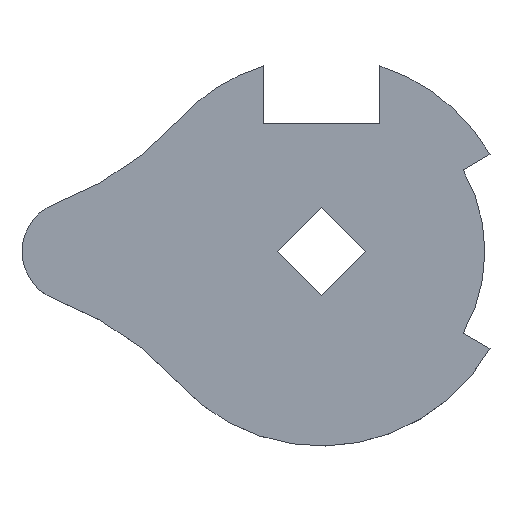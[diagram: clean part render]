
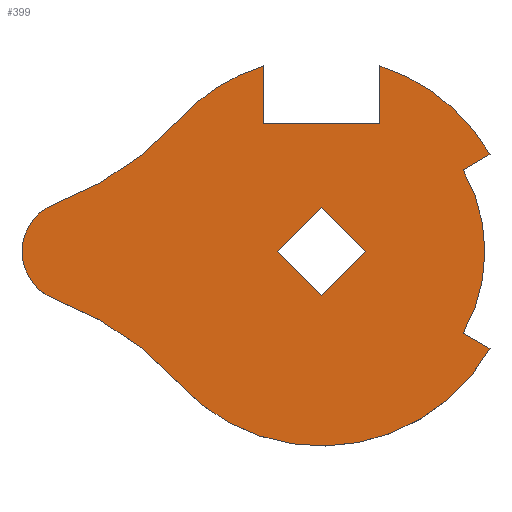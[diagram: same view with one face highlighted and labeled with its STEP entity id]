
A CAD part, top view. The second image highlights one B-rep face of the part: STEP entity #399.
In plain terms, the highlighted planar face has unit normal (0, 0, 1).
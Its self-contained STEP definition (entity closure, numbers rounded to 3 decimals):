
#1 = DIRECTION ( 'NONE',  ( 1., 0., 0. ) ) ;
#2 = DIRECTION ( 'NONE',  ( 0., 0., 1. ) ) ;
#3 = CARTESIAN_POINT ( 'NONE',  ( 0., 0., 2.3 ) ) ;
#4 = AXIS2_PLACEMENT_3D ( 'NONE', #3, #2, #1 ) ;
#5 = PLANE ( 'NONE',  #4 ) ;
#6 = FACE_BOUND ( 'NONE', #386, .T. ) ;
#7 = FACE_OUTER_BOUND ( 'NONE', #400, .T. ) ;
#17 = CARTESIAN_POINT ( 'NONE',  ( -18.55, -16.76, 2.3 ) ) ;
#18 = DIRECTION ( 'NONE',  ( 1., 0., 0. ) ) ;
#19 = DIRECTION ( 'NONE',  ( 0., 0., -1. ) ) ;
#20 = CARTESIAN_POINT ( 'NONE',  ( -48.23, -43.575, 2.3 ) ) ;
#21 = AXIS2_PLACEMENT_3D ( 'NONE', #20, #19, #18 ) ;
#22 = CIRCLE ( 'NONE', #21, 40. ) ;
#23 = DIRECTION ( 'NONE',  ( -0.866, 0.5, 0. ) ) ;
#24 = VECTOR ( 'NONE', #23, 1000. ) ;
#25 = CARTESIAN_POINT ( 'NONE',  ( 18.187, -10.5, 2.3 ) ) ;
#26 = LINE ( 'NONE', #25, #24 ) ;
#27 = DIRECTION ( 'NONE',  ( 1., 0., 0. ) ) ;
#28 = DIRECTION ( 'NONE',  ( 0., 0., 1. ) ) ;
#29 = CARTESIAN_POINT ( 'NONE',  ( 0., 0., 2.3 ) ) ;
#30 = AXIS2_PLACEMENT_3D ( 'NONE', #29, #28, #27 ) ;
#31 = CIRCLE ( 'NONE', #30, 25. ) ;
#232 = CARTESIAN_POINT ( 'NONE',  ( 0., 0., 2.3 ) ) ;
#234 = DIRECTION ( 'NONE',  ( 1., 0., 0. ) ) ;
#235 = LINE ( 'NONE', #237, #239 ) ;
#236 = AXIS2_PLACEMENT_3D ( 'NONE', #232, #238, #234 ) ;
#237 = CARTESIAN_POINT ( 'NONE',  ( -7.5, 16.5, 2.3 ) ) ;
#238 = DIRECTION ( 'NONE',  ( 0., 0., 1. ) ) ;
#239 = VECTOR ( 'NONE', #240, 1000. ) ;
#240 = DIRECTION ( 'NONE',  ( -1., 0., 0. ) ) ;
#271 = EDGE_CURVE ( 'NONE', #282, #384, #548, .T. ) ;
#273 = ORIENTED_EDGE ( 'NONE', *, *, #271, .F. ) ;
#274 = ORIENTED_EDGE ( 'NONE', *, *, #377, .T. ) ;
#275 = ORIENTED_EDGE ( 'NONE', *, *, #276, .F. ) ;
#276 = EDGE_CURVE ( 'NONE', #281, #282, #544, .T. ) ;
#277 = ORIENTED_EDGE ( 'NONE', *, *, #389, .T. ) ;
#278 = ORIENTED_EDGE ( 'NONE', *, *, #385, .T. ) ;
#279 = ORIENTED_EDGE ( 'NONE', *, *, #286, .T. ) ;
#280 = ORIENTED_EDGE ( 'NONE', *, *, #379, .T. ) ;
#281 = VERTEX_POINT ( 'NONE', #553 ) ;
#282 = VERTEX_POINT ( 'NONE', #552 ) ;
#283 = VERTEX_POINT ( 'NONE', #551 ) ;
#284 = VERTEX_POINT ( 'NONE', #550 ) ;
#285 = VERTEX_POINT ( 'NONE', #549 ) ;
#286 = EDGE_CURVE ( 'NONE', #381, #380, #542, .T. ) ;
#287 = ORIENTED_EDGE ( 'NONE', *, *, #376, .F. ) ;
#326 = EDGE_CURVE ( 'NONE', #394, #327, #569, .T. ) ;
#327 = VERTEX_POINT ( 'NONE', #665 ) ;
#328 = EDGE_CURVE ( 'NONE', #341, #344, #678, .T. ) ;
#333 = EDGE_CURVE ( 'NONE', #334, #335, #683, .T. ) ;
#334 = VERTEX_POINT ( 'NONE', #669 ) ;
#335 = VERTEX_POINT ( 'NONE', #685 ) ;
#336 = ORIENTED_EDGE ( 'NONE', *, *, #337, .T. ) ;
#337 = EDGE_CURVE ( 'NONE', #335, #338, #640, .T. ) ;
#338 = VERTEX_POINT ( 'NONE', #666 ) ;
#339 = ORIENTED_EDGE ( 'NONE', *, *, #340, .T. ) ;
#340 = EDGE_CURVE ( 'NONE', #338, #341, #675, .T. ) ;
#341 = VERTEX_POINT ( 'NONE', #642 ) ;
#342 = ORIENTED_EDGE ( 'NONE', *, *, #328, .T. ) ;
#343 = EDGE_CURVE ( 'NONE', #344, #345, #672, .T. ) ;
#344 = VERTEX_POINT ( 'NONE', #636 ) ;
#345 = VERTEX_POINT ( 'NONE', #635 ) ;
#376 = EDGE_CURVE ( 'NONE', #283, #281, #610, .T. ) ;
#377 = EDGE_CURVE ( 'NONE', #285, #284, #606, .T. ) ;
#378 = VERTEX_POINT ( 'NONE', #602 ) ;
#379 = EDGE_CURVE ( 'NONE', #380, #378, #601, .T. ) ;
#380 = VERTEX_POINT ( 'NONE', #597 ) ;
#381 = VERTEX_POINT ( 'NONE', #596 ) ;
#382 = ORIENTED_EDGE ( 'NONE', *, *, #383, .F. ) ;
#383 = EDGE_CURVE ( 'NONE', #384, #283, #595, .T. ) ;
#384 = VERTEX_POINT ( 'NONE', #591 ) ;
#385 = EDGE_CURVE ( 'NONE', #284, #334, #235, .T. ) ;
#386 = EDGE_LOOP ( 'NONE', ( #275, #287, #382, #273 ) ) ;
#387 = ORIENTED_EDGE ( 'NONE', *, *, #388, .T. ) ;
#388 = EDGE_CURVE ( 'NONE', #378, #285, #31, .T. ) ;
#389 = EDGE_CURVE ( 'NONE', #327, #381, #26, .T. ) ;
#391 = ORIENTED_EDGE ( 'NONE', *, *, #392, .T. ) ;
#392 = EDGE_CURVE ( 'NONE', #345, #394, #22, .T. ) ;
#393 = ORIENTED_EDGE ( 'NONE', *, *, #343, .T. ) ;
#394 = VERTEX_POINT ( 'NONE', #17 ) ;
#395 = ORIENTED_EDGE ( 'NONE', *, *, #326, .T. ) ;
#399 = ADVANCED_FACE ( 'NONE', ( #7, #6 ), #5, .T. ) ;
#400 = EDGE_LOOP ( 'NONE', ( #401, #336, #339, #342, #393, #391, #395, #277, #279, #280, #387, #274, #278 ) ) ;
#401 = ORIENTED_EDGE ( 'NONE', *, *, #333, .T. ) ;
#538 = DIRECTION ( 'NONE',  ( 1., 0., 0. ) ) ;
#539 = DIRECTION ( 'NONE',  ( 0., 0., 1. ) ) ;
#540 = CARTESIAN_POINT ( 'NONE',  ( 0., 0., 2.3 ) ) ;
#541 = AXIS2_PLACEMENT_3D ( 'NONE', #540, #539, #538 ) ;
#542 = CIRCLE ( 'NONE', #541, 21. ) ;
#544 = LINE ( 'NONE', #556, #555 ) ;
#545 = DIRECTION ( 'NONE',  ( -0.707, 0.707, 0. ) ) ;
#546 = VECTOR ( 'NONE', #545, 1000. ) ;
#547 = CARTESIAN_POINT ( 'NONE',  ( 0., 5.657, 2.3 ) ) ;
#548 = LINE ( 'NONE', #547, #546 ) ;
#549 = CARTESIAN_POINT ( 'NONE',  ( 7.5, 23.848, 2.3 ) ) ;
#550 = CARTESIAN_POINT ( 'NONE',  ( 7.5, 16.5, 2.3 ) ) ;
#551 = CARTESIAN_POINT ( 'NONE',  ( -5.657, 0., 2.3 ) ) ;
#552 = CARTESIAN_POINT ( 'NONE',  ( 5.657, 0., 2.3 ) ) ;
#553 = CARTESIAN_POINT ( 'NONE',  ( 0., -5.657, 2.3 ) ) ;
#554 = DIRECTION ( 'NONE',  ( 0.707, 0.707, 0. ) ) ;
#555 = VECTOR ( 'NONE', #554, 1000. ) ;
#556 = CARTESIAN_POINT ( 'NONE',  ( 0., -5.657, 2.3 ) ) ;
#569 = CIRCLE ( 'NONE', #236, 25. ) ;
#591 = CARTESIAN_POINT ( 'NONE',  ( 0., 5.657, 2.3 ) ) ;
#592 = DIRECTION ( 'NONE',  ( -0.707, -0.707, 0. ) ) ;
#593 = VECTOR ( 'NONE', #592, 1000. ) ;
#594 = CARTESIAN_POINT ( 'NONE',  ( -5.657, 0., 2.3 ) ) ;
#595 = LINE ( 'NONE', #594, #593 ) ;
#596 = CARTESIAN_POINT ( 'NONE',  ( 18.187, -10.5, 2.3 ) ) ;
#597 = CARTESIAN_POINT ( 'NONE',  ( 18.187, 10.5, 2.3 ) ) ;
#598 = DIRECTION ( 'NONE',  ( 0.866, 0.5, 0. ) ) ;
#599 = VECTOR ( 'NONE', #598, 1000. ) ;
#600 = CARTESIAN_POINT ( 'NONE',  ( 18.187, 10.5, 2.3 ) ) ;
#601 = LINE ( 'NONE', #600, #599 ) ;
#602 = CARTESIAN_POINT ( 'NONE',  ( 21.651, 12.5, 2.3 ) ) ;
#603 = DIRECTION ( 'NONE',  ( 0., -1., 0. ) ) ;
#604 = VECTOR ( 'NONE', #603, 1000. ) ;
#605 = CARTESIAN_POINT ( 'NONE',  ( 7.5, 16.5, 2.3 ) ) ;
#606 = LINE ( 'NONE', #605, #604 ) ;
#607 = DIRECTION ( 'NONE',  ( 0.707, -0.707, 0. ) ) ;
#608 = VECTOR ( 'NONE', #607, 1000. ) ;
#609 = CARTESIAN_POINT ( 'NONE',  ( -5.657, 0., 2.3 ) ) ;
#610 = LINE ( 'NONE', #609, #608 ) ;
#613 = DIRECTION ( 'NONE',  ( 1., 0., 0. ) ) ;
#635 = CARTESIAN_POINT ( 'NONE',  ( -34.269, -6.091, 2.3 ) ) ;
#636 = CARTESIAN_POINT ( 'NONE',  ( -38.5, 0., 2.3 ) ) ;
#637 = DIRECTION ( 'NONE',  ( 1., 0., 0. ) ) ;
#638 = DIRECTION ( 'NONE',  ( 0., 0., 1. ) ) ;
#640 = CIRCLE ( 'NONE', #677, 25. ) ;
#641 = DIRECTION ( 'NONE',  ( 1., 0., 0. ) ) ;
#642 = CARTESIAN_POINT ( 'NONE',  ( -34.269, 6.091, 2.3 ) ) ;
#643 = DIRECTION ( 'NONE',  ( -1., 0., 0. ) ) ;
#648 = DIRECTION ( 'NONE',  ( 0., 0., -1. ) ) ;
#649 = CARTESIAN_POINT ( 'NONE',  ( -48.23, 43.575, 2.3 ) ) ;
#664 = AXIS2_PLACEMENT_3D ( 'NONE', #684, #679, #641 ) ;
#665 = CARTESIAN_POINT ( 'NONE',  ( 21.651, -12.5, 2.3 ) ) ;
#666 = CARTESIAN_POINT ( 'NONE',  ( -18.55, 16.76, 2.3 ) ) ;
#667 = VECTOR ( 'NONE', #668, 1000. ) ;
#668 = DIRECTION ( 'NONE',  ( 0., 1., 0. ) ) ;
#669 = CARTESIAN_POINT ( 'NONE',  ( -7.5, 16.5, 2.3 ) ) ;
#670 = CARTESIAN_POINT ( 'NONE',  ( -32., 0., 2.3 ) ) ;
#671 = AXIS2_PLACEMENT_3D ( 'NONE', #670, #638, #637 ) ;
#672 = CIRCLE ( 'NONE', #671, 6.5 ) ;
#673 = DIRECTION ( 'NONE',  ( 0., 0., 1. ) ) ;
#674 = CARTESIAN_POINT ( 'NONE',  ( 0., 0., 2.3 ) ) ;
#675 = CIRCLE ( 'NONE', #686, 40. ) ;
#677 = AXIS2_PLACEMENT_3D ( 'NONE', #674, #673, #613 ) ;
#678 = CIRCLE ( 'NONE', #664, 6.5 ) ;
#679 = DIRECTION ( 'NONE',  ( 0., 0., 1. ) ) ;
#682 = CARTESIAN_POINT ( 'NONE',  ( -7.5, 16.5, 2.3 ) ) ;
#683 = LINE ( 'NONE', #682, #667 ) ;
#684 = CARTESIAN_POINT ( 'NONE',  ( -32., 0., 2.3 ) ) ;
#685 = CARTESIAN_POINT ( 'NONE',  ( -7.5, 23.848, 2.3 ) ) ;
#686 = AXIS2_PLACEMENT_3D ( 'NONE', #649, #648, #643 ) ;
